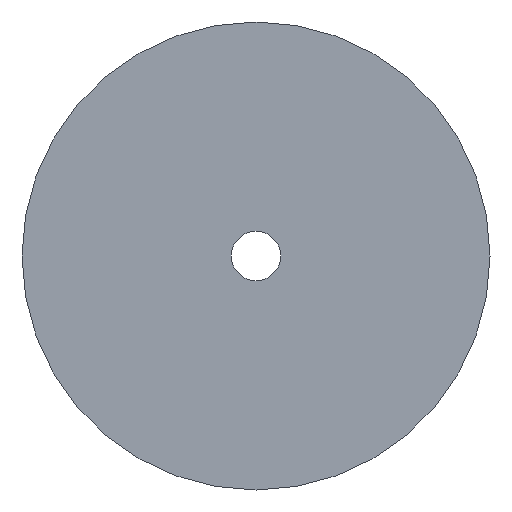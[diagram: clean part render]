
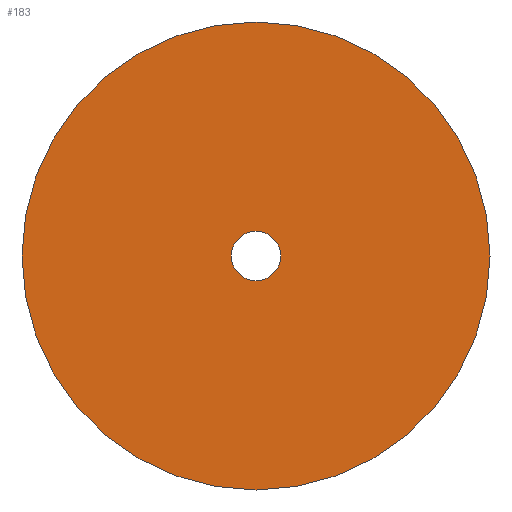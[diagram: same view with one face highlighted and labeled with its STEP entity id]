
A CAD part, front view. The second image highlights one B-rep face of the part: STEP entity #183.
In plain terms, the highlighted planar face has unit normal (0, -1, 0).
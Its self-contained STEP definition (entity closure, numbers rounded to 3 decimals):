
#22 = VERTEX_POINT('',#23);
#23 = CARTESIAN_POINT('',(-77.95,61.,0.));
#32 = CYLINDRICAL_SURFACE('',#33,8.5);
#33 = AXIS2_PLACEMENT_3D('',#34,#35,#36);
#34 = CARTESIAN_POINT('',(-86.45,61.,0.));
#35 = DIRECTION('',(0.,-1.,0.));
#36 = DIRECTION('',(1.,0.,0.));
#79 = EDGE_CURVE('',#22,#22,#80,.T.);
#80 = SURFACE_CURVE('',#81,(#86,#93),.PCURVE_S1.);
#81 = CIRCLE('',#82,8.5);
#82 = AXIS2_PLACEMENT_3D('',#83,#84,#85);
#83 = CARTESIAN_POINT('',(-86.45,61.,0.));
#84 = DIRECTION('',(-0.,1.,0.));
#85 = DIRECTION('',(1.,0.,0.));
#86 = PCURVE('',#32,#87);
#87 = DEFINITIONAL_REPRESENTATION('',(#88),#92);
#88 = LINE('',#89,#90);
#89 = CARTESIAN_POINT('',(-0.,0.));
#90 = VECTOR('',#91,1.);
#91 = DIRECTION('',(-1.,0.));
#92 = ( GEOMETRIC_REPRESENTATION_CONTEXT(2) 
PARAMETRIC_REPRESENTATION_CONTEXT() REPRESENTATION_CONTEXT('2D SPACE',''
  ) );
#93 = PCURVE('',#94,#99);
#94 = PLANE('',#95);
#95 = AXIS2_PLACEMENT_3D('',#96,#97,#98);
#96 = CARTESIAN_POINT('',(-86.45,61.,0.));
#97 = DIRECTION('',(0.,1.,0.));
#98 = DIRECTION('',(1.,0.,0.));
#99 = DEFINITIONAL_REPRESENTATION('',(#100),#104);
#100 = CIRCLE('',#101,8.5);
#101 = AXIS2_PLACEMENT_2D('',#102,#103);
#102 = CARTESIAN_POINT('',(0.,0.));
#103 = DIRECTION('',(1.,0.));
#104 = ( GEOMETRIC_REPRESENTATION_CONTEXT(2) 
PARAMETRIC_REPRESENTATION_CONTEXT() REPRESENTATION_CONTEXT('2D SPACE',''
  ) );
#110 = VERTEX_POINT('',#111);
#111 = CARTESIAN_POINT('',(-85.55,61.,0.));
#120 = CYLINDRICAL_SURFACE('',#121,0.9);
#121 = AXIS2_PLACEMENT_3D('',#122,#123,#124);
#122 = CARTESIAN_POINT('',(-86.45,61.,0.));
#123 = DIRECTION('',(0.,-1.,0.));
#124 = DIRECTION('',(1.,0.,0.));
#162 = EDGE_CURVE('',#110,#110,#163,.T.);
#163 = SURFACE_CURVE('',#164,(#169,#176),.PCURVE_S1.);
#164 = CIRCLE('',#165,0.9);
#165 = AXIS2_PLACEMENT_3D('',#166,#167,#168);
#166 = CARTESIAN_POINT('',(-86.45,61.,0.));
#167 = DIRECTION('',(-0.,1.,0.));
#168 = DIRECTION('',(1.,0.,0.));
#169 = PCURVE('',#120,#170);
#170 = DEFINITIONAL_REPRESENTATION('',(#171),#175);
#171 = LINE('',#172,#173);
#172 = CARTESIAN_POINT('',(-0.,0.));
#173 = VECTOR('',#174,1.);
#174 = DIRECTION('',(-1.,0.));
#175 = ( GEOMETRIC_REPRESENTATION_CONTEXT(2) 
PARAMETRIC_REPRESENTATION_CONTEXT() REPRESENTATION_CONTEXT('2D SPACE',''
  ) );
#176 = PCURVE('',#94,#177);
#177 = DEFINITIONAL_REPRESENTATION('',(#178),#182);
#178 = CIRCLE('',#179,0.9);
#179 = AXIS2_PLACEMENT_2D('',#180,#181);
#180 = CARTESIAN_POINT('',(0.,0.));
#181 = DIRECTION('',(1.,0.));
#182 = ( GEOMETRIC_REPRESENTATION_CONTEXT(2) 
PARAMETRIC_REPRESENTATION_CONTEXT() REPRESENTATION_CONTEXT('2D SPACE',''
  ) );
#183 = ADVANCED_FACE('',(#184,#187),#94,.F.);
#184 = FACE_BOUND('',#185,.F.);
#185 = EDGE_LOOP('',(#186));
#186 = ORIENTED_EDGE('',*,*,#79,.T.);
#187 = FACE_BOUND('',#188,.F.);
#188 = EDGE_LOOP('',(#189));
#189 = ORIENTED_EDGE('',*,*,#162,.F.);
